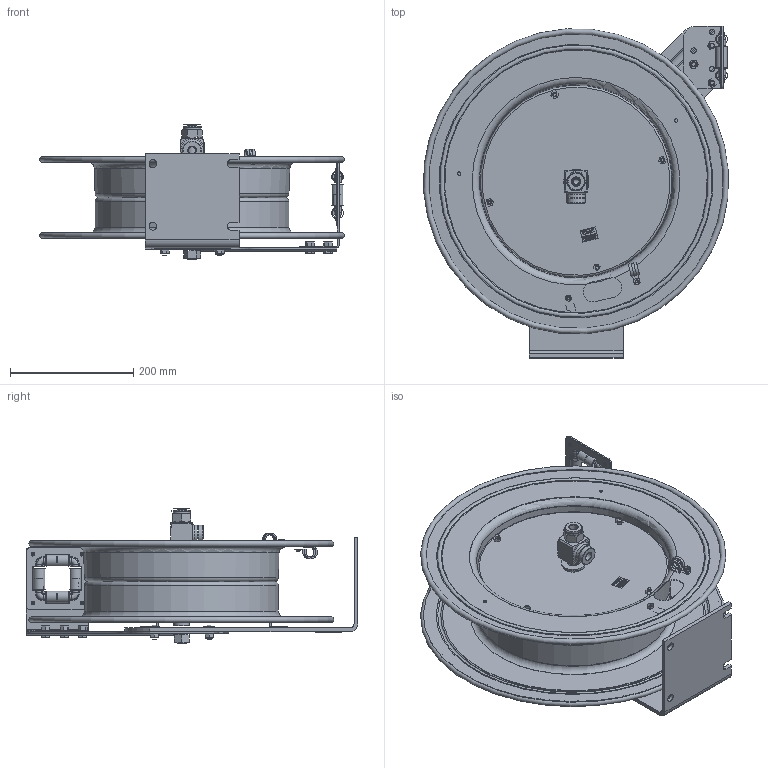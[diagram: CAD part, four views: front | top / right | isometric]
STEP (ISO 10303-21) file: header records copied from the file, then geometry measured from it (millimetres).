
FILE_DESCRIPTION((''),'2;1');
FILE_NAME('MPL-N-350_SHARED.stp','2012-06-14T13:05:36',('JKucera'),(''),'Autodesk Inventor 2012','Autodesk Inventor 2012','');
FILE_SCHEMA(('AUTOMOTIVE_DESIGN { 1 0 10303 214 1 1 1 1 }'));
Length unit declared in the file: inch
Products named in the file (1): MPL-N-350_SHARED
Bounding box: 494.23 x 538.14 x 217.42 mm (x, y, z)
Surface area: 1250427.6 mm2 (no closed solid volume)
Topology: 0 solids, 152 shells, 417 faces, 4386 edges, 4055 vertices
Faces by surface type: plane 258, cylinder 88, torus 46, sphere 14, cone 9, bspline 2
Full cylindrical faces by diameter (mm): 8.636 x5, 9.525 x1, 10.414 x1, 12.7 x2, 19.05 x4, 19.253 x1, 25.4 x1, 27.94 x1, 30.15 x2, 39.624 x1, 311.912 x1, 314.95 x1
Entity records: 43379 total; most frequent: CARTESIAN_POINT 14836, ORIENTED_EDGE 4749, EDGE_CURVE 4307, DIRECTION 4276, VERTEX_POINT 4037, VECTOR 2254, LINE 2254, QUASI_UNIFORM_CURVE 1048
